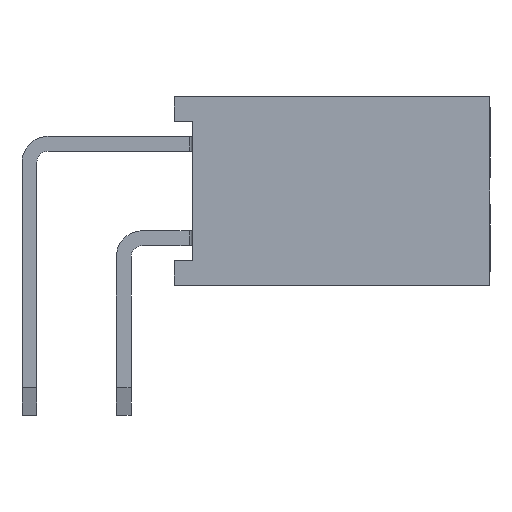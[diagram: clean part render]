
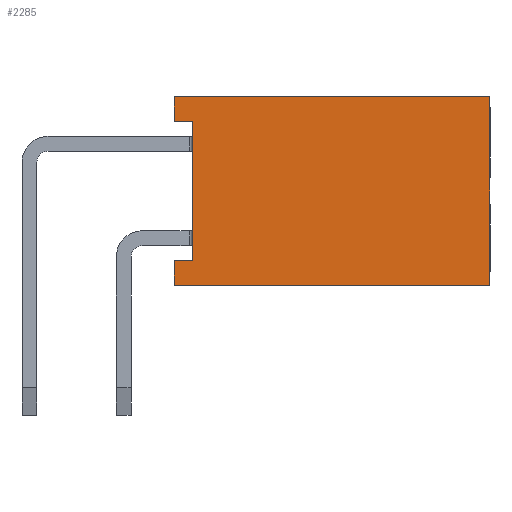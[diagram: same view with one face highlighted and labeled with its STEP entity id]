
A CAD part, left-side view. The second image highlights one B-rep face of the part: STEP entity #2285.
In plain terms, the highlighted planar face has unit normal (-1, 0, 0).
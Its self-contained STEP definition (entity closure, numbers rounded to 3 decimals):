
#2285=ADVANCED_FACE('',(#22839),#22841,.T.);
#22839=FACE_BOUND('',#22840,.T.);
#22840=EDGE_LOOP('',(#39261,#39262,#39263,#39264,#39265,#39266,#39267,#39268));
#22841=PLANE('',#22842);
#22842=AXIS2_PLACEMENT_3D('',#22843,#22844,#22845);
#22843=CARTESIAN_POINT('',(-1.27,-1.36,5.08));
#22844=DIRECTION('',(-1.,0.,0.));
#22845=DIRECTION('',(0.,0.,-1.));
#39261=ORIENTED_EDGE('',*,*,#51501,.T.);
#39262=ORIENTED_EDGE('',*,*,#51502,.T.);
#39263=ORIENTED_EDGE('',*,*,#51503,.T.);
#39264=ORIENTED_EDGE('',*,*,#51504,.F.);
#39265=ORIENTED_EDGE('',*,*,#51505,.F.);
#39266=ORIENTED_EDGE('',*,*,#51506,.T.);
#39267=ORIENTED_EDGE('',*,*,#51507,.T.);
#39268=ORIENTED_EDGE('',*,*,#50949,.T.);
#50949=EDGE_CURVE('',#57905,#57906,#57907,.T.);
#51501=EDGE_CURVE('',#57906,#58781,#58782,.F.);
#51502=EDGE_CURVE('',#58781,#58783,#58784,.T.);
#51503=EDGE_CURVE('',#58783,#58785,#58786,.T.);
#51504=EDGE_CURVE('',#58787,#58785,#58788,.T.);
#51505=EDGE_CURVE('',#58789,#58787,#58790,.T.);
#51506=EDGE_CURVE('',#58789,#58791,#58792,.T.);
#51507=EDGE_CURVE('',#58791,#57905,#58793,.F.);
#57905=VERTEX_POINT('',#69713);
#57906=VERTEX_POINT('',#69714);
#57907=LINE('',#69715,#69716);
#58781=VERTEX_POINT('',#71693);
#58782=LINE('',#71694,#71695);
#58783=VERTEX_POINT('',#71697);
#58784=LINE('',#71698,#71699);
#58785=VERTEX_POINT('',#71701);
#58786=LINE('',#71702,#71703);
#58787=VERTEX_POINT('',#71705);
#58788=LINE('',#71706,#71707);
#58789=VERTEX_POINT('',#71709);
#58790=LINE('',#71710,#71711);
#58791=VERTEX_POINT('',#71713);
#58792=LINE('',#71714,#71715);
#58793=LINE('',#71717,#71718);
#69713=CARTESIAN_POINT('',(-1.27,-1.86,4.41));
#69714=CARTESIAN_POINT('',(-1.27,-1.86,0.67));
#69715=CARTESIAN_POINT('',(-1.27,-1.86,4.41));
#69716=VECTOR('',#69717,1.);
#69717=DIRECTION('',(0.,0.,-1.));
#71693=CARTESIAN_POINT('',(-1.27,-1.36,0.67));
#71694=CARTESIAN_POINT('',(-1.27,-1.36,0.67));
#71695=VECTOR('',#71696,1.);
#71696=DIRECTION('',(0.,-1.,0.));
#71697=CARTESIAN_POINT('',(-1.27,-1.36,0.));
#71698=CARTESIAN_POINT('',(-1.27,-1.36,0.67));
#71699=VECTOR('',#71700,1.);
#71700=DIRECTION('',(0.,0.,-1.));
#71701=CARTESIAN_POINT('',(-1.27,-9.86,0.));
#71702=CARTESIAN_POINT('',(-1.27,-1.36,0.));
#71703=VECTOR('',#71704,1.);
#71704=DIRECTION('',(0.,-1.,0.));
#71705=CARTESIAN_POINT('',(-1.27,-9.86,5.08));
#71706=CARTESIAN_POINT('',(-1.27,-9.86,5.08));
#71707=VECTOR('',#71708,1.);
#71708=DIRECTION('',(0.,0.,-1.));
#71709=CARTESIAN_POINT('',(-1.27,-1.36,5.08));
#71710=CARTESIAN_POINT('',(-1.27,-1.36,5.08));
#71711=VECTOR('',#71712,1.);
#71712=DIRECTION('',(0.,-1.,0.));
#71713=CARTESIAN_POINT('',(-1.27,-1.36,4.41));
#71714=CARTESIAN_POINT('',(-1.27,-1.36,5.08));
#71715=VECTOR('',#71716,1.);
#71716=DIRECTION('',(0.,0.,-1.));
#71717=CARTESIAN_POINT('',(-1.27,-1.86,4.41));
#71718=VECTOR('',#71719,1.);
#71719=DIRECTION('',(0.,1.,0.));
